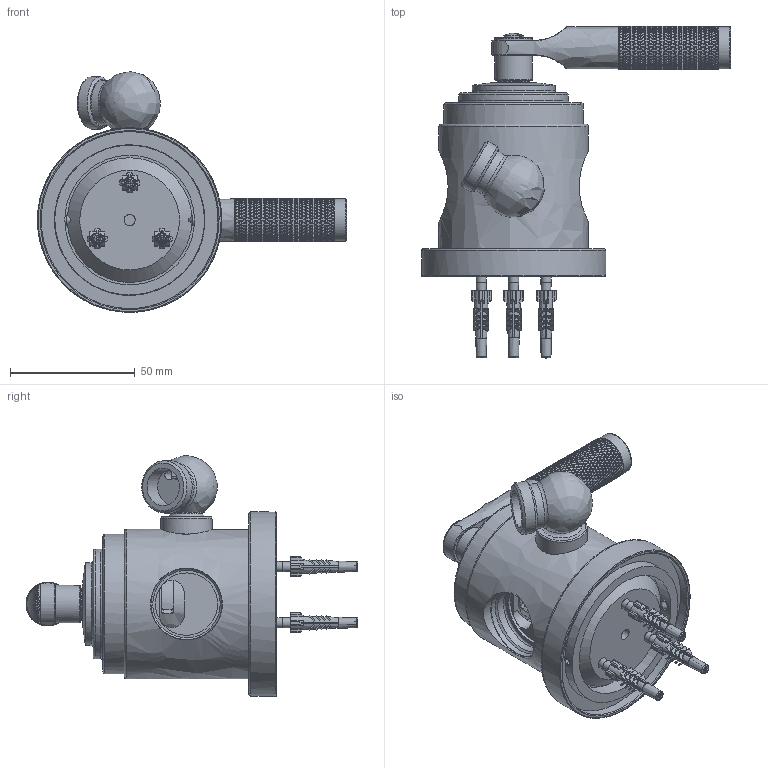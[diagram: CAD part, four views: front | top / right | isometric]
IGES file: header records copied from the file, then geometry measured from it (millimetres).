
Global section: file name: V778-LK; native system: Autodesk Inventor 2018; preprocessor: unknown; author: A.PRICE; date: 20180228.122056; units: millimetre
Bounding box: 123.98 x 133.17 x 96.48 mm (x, y, z)
Volume: 180214.1 mm3; surface area: 92589.6 mm2
Topology: 36 solids, 40 shells, 6825 faces, 15115 edges, 8389 vertices
Faces by surface type: bspline 6825
